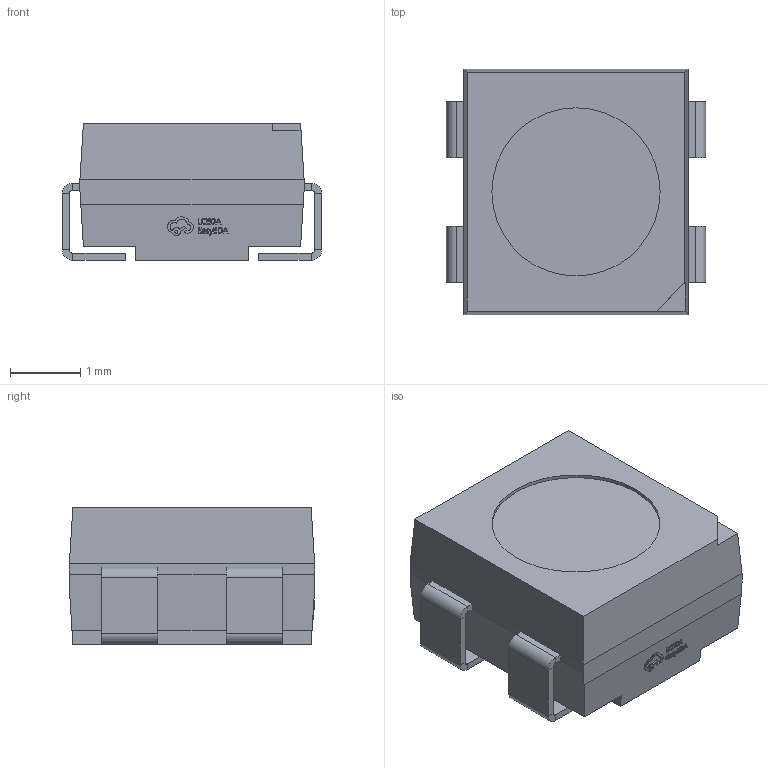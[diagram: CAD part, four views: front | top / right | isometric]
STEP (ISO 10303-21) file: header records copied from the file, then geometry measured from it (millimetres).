
FILE_DESCRIPTION (( 'STEP AP214' ), '1' );
FILE_NAME ('LED-SMD_4P-L3.5-W3.5-BR_SK6812MINI-HS.step', '2022-07-08T12:16:54', ( '' ), ( '' ), 'SwSTEP 2.0', 'SolidWorks 2020', '' );
FILE_SCHEMA (( 'AUTOMOTIVE_DESIGN' ));
Length unit declared in the file: millimetre
Products named in the file (1): LED-SMD_4P-L3.5-W3.5-BR_SK6812MINI-HS
Bounding box: 3.7 x 3.5 x 1.95 mm (x, y, z)
Volume: 20.6 mm3; surface area: 60.9 mm2
Topology: 1 solids, 1 shells, 390 faces, 1007 edges, 646 vertices
Faces by surface type: plane 260, bspline 112, cylinder 18
Entity records: 15644 total; most frequent: CARTESIAN_POINT 4148, ORIENTED_EDGE 2014, DIRECTION 1373, EDGE_CURVE 1007, LINE 743, VECTOR 743, VERTEX_POINT 646, EDGE_LOOP 417
